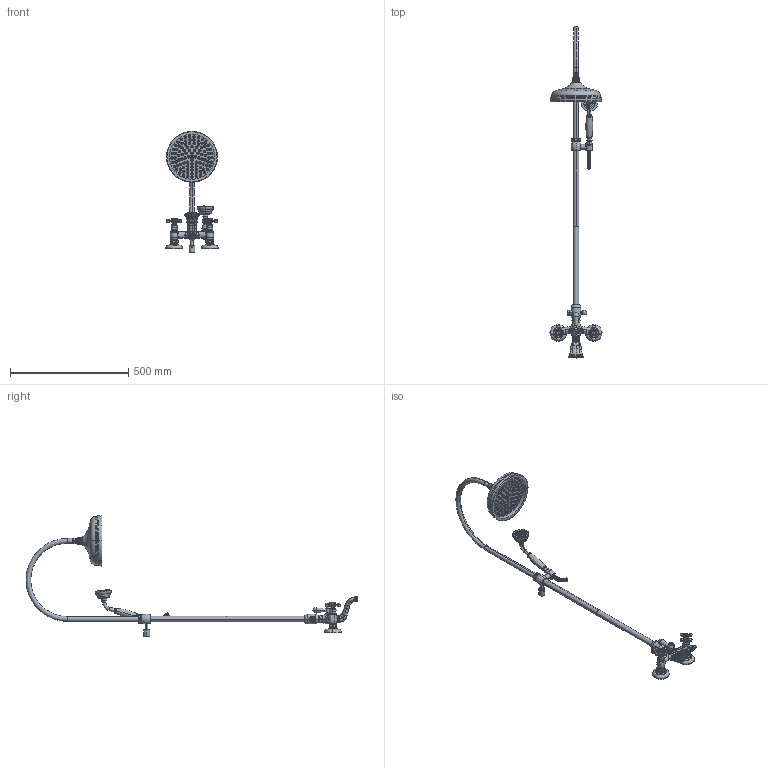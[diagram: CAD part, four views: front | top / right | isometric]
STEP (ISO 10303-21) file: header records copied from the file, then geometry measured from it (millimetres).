
FILE_DESCRIPTION((''),'2;1');
FILE_NAME('ZCOL202CR-022L','2022-06-17T10:38:28',('ut3'),('PAFFONI SpA'),'CREO PARAMETRIC BY PTC INC, 2021404','CREO PARAMETRIC BY PTC INC, 2021404','');
FILE_SCHEMA(('CONFIG_CONTROL_DESIGN','SHAPE_APPEARANCE_LAYERS_GROUPS'));
Products named in the file (1): ZCOL202CR-022L
Bounding box: 220 x 1401.19 x 512 mm (x, y, z)
Surface area: 426743.9 mm2 (no closed solid volume)
Topology: 0 solids, 256 shells, 1743 faces, 6003 edges, 4401 vertices
Faces by surface type: bspline 557, cylinder 431, plane 344, torus 185, cone 157, sphere 41, revolution 28
Entity records: 136704 total; most frequent: CARTESIAN_POINT 76847, DIRECTION 9498, ORIENTED_EDGE 8723, EDGE_CURVE 5973, VERTEX_POINT 4401, AXIS2_PLACEMENT_3D 4049, CIRCLE 2891, EDGE_LOOP 2097
